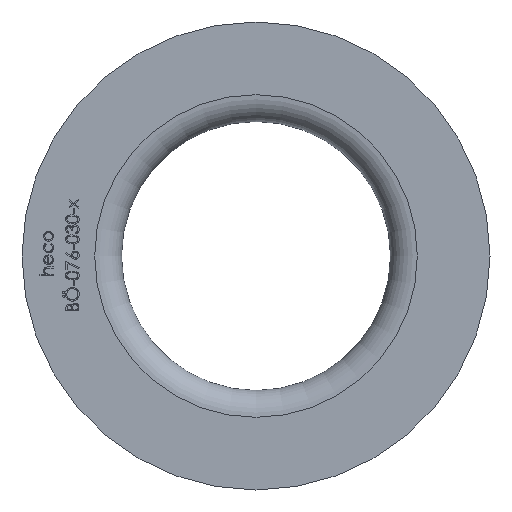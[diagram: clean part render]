
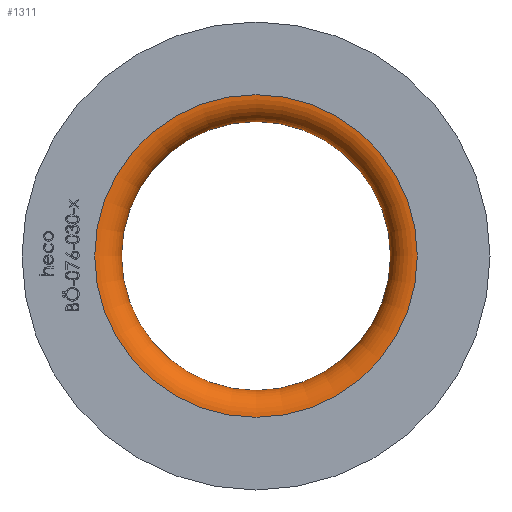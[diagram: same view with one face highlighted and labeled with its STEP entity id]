
A CAD part, left-side view. The second image highlights one B-rep face of the part: STEP entity #1311.
In plain terms, the highlighted toroidal (fillet/blend) face has major radius 42.05 mm and minor radius 7 mm.
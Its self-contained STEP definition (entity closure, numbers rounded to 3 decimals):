
#745 = AXIS2_PLACEMENT_3D ( 'NONE', #11502, #1786, #15092 ) ;
#814 = TOROIDAL_SURFACE ( 'NONE', #9204, 42.05, 7. ) ;
#985 = CIRCLE ( 'NONE', #745, 42.05 ) ;
#1311 = ADVANCED_FACE ( 'NONE', ( #10582, #4696 ), #814, .T. ) ;
#1786 = DIRECTION ( 'NONE',  ( -1., 0., 0. ) ) ;
#3383 = CARTESIAN_POINT ( 'NONE',  ( 7., 0., 0. ) ) ;
#4546 = CARTESIAN_POINT ( 'NONE',  ( 7., 0., 0. ) ) ;
#4578 = EDGE_CURVE ( 'NONE', #12585, #12585, #12145, .T. ) ;
#4696 = FACE_OUTER_BOUND ( 'NONE', #12407, .T. ) ;
#5652 = CARTESIAN_POINT ( 'NONE',  ( 0., 0., 42.05 ) ) ;
#5814 = DIRECTION ( 'NONE',  ( 0., 0., 1. ) ) ;
#6565 = EDGE_LOOP ( 'NONE', ( #14640 ) ) ;
#6661 = CARTESIAN_POINT ( 'NONE',  ( 7., 0., 35.05 ) ) ;
#7422 = AXIS2_PLACEMENT_3D ( 'NONE', #3383, #10547, #5814 ) ;
#7633 = EDGE_CURVE ( 'NONE', #7819, #7819, #985, .T. ) ;
#7819 = VERTEX_POINT ( 'NONE', #5652 ) ;
#7912 = ORIENTED_EDGE ( 'NONE', *, *, #7633, .T. ) ;
#9204 = AXIS2_PLACEMENT_3D ( 'NONE', #4546, #14013, #12989 ) ;
#10547 = DIRECTION ( 'NONE',  ( -1., 0., 0. ) ) ;
#10582 = FACE_OUTER_BOUND ( 'NONE', #6565, .T. ) ;
#11502 = CARTESIAN_POINT ( 'NONE',  ( 0., 0., 0. ) ) ;
#12145 = CIRCLE ( 'NONE', #7422, 35.05 ) ;
#12407 = EDGE_LOOP ( 'NONE', ( #7912 ) ) ;
#12585 = VERTEX_POINT ( 'NONE', #6661 ) ;
#12989 = DIRECTION ( 'NONE',  ( 0., 0., 1. ) ) ;
#14013 = DIRECTION ( 'NONE',  ( -1., 0., 0. ) ) ;
#14640 = ORIENTED_EDGE ( 'NONE', *, *, #4578, .F. ) ;
#15092 = DIRECTION ( 'NONE',  ( 0., 0., 1. ) ) ;
